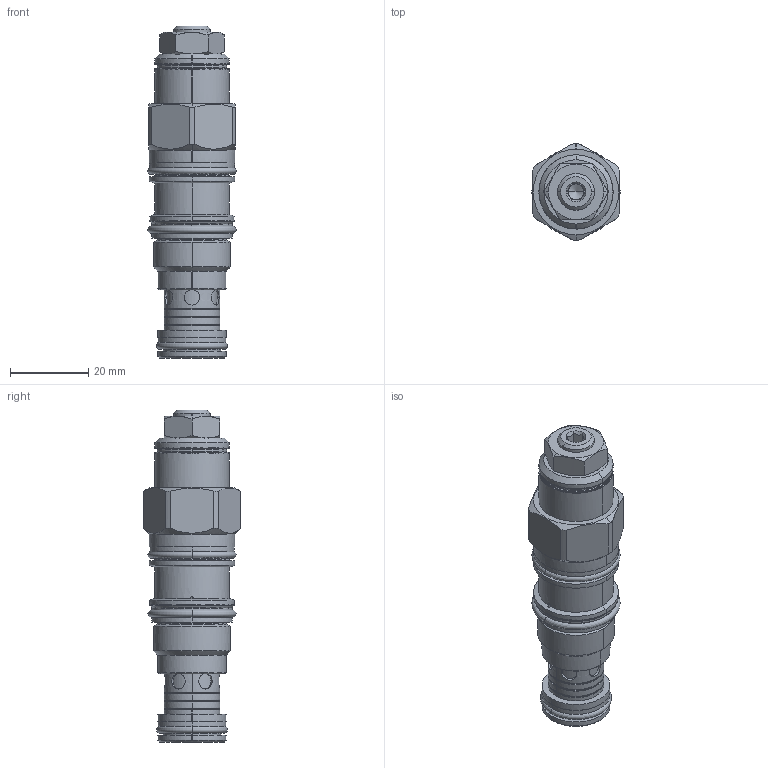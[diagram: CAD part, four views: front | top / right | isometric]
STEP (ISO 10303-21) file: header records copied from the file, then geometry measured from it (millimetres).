
FILE_DESCRIPTION((''),'2;1');
FILE_NAME('CBCLLJN','2017-06-27T',('SVC_Sigmax'),(''),'PRO/ENGINEER BY PARAMETRIC TECHNOLOGY CORPORATION, 2016010','PRO/ENGINEER BY PARAMETRIC TECHNOLOGY CORPORATION, 2016010','');
FILE_SCHEMA(('CONFIG_CONTROL_DESIGN'));
Products named in the file (1): CBCLLJN
Bounding box: 22.55 x 24.84 x 84.91 mm (x, y, z)
Surface area: 11514.6 mm2 (no closed solid volume)
Topology: 0 solids, 0 shells, 310 faces, 1390 edges, 1368 vertices
Faces by surface type: bspline 252, torus 58
Entity records: 49608 total; most frequent: CARTESIAN_POINT 37186, DIRECTION 2090, TRIMMED_CURVE 1592, DEFINITIONAL_REPRESENTATION 1348, PCURVE 1348, COMPOSITE_CURVE_SEGMENT 1348, VECTOR 1210, LINE 1210
